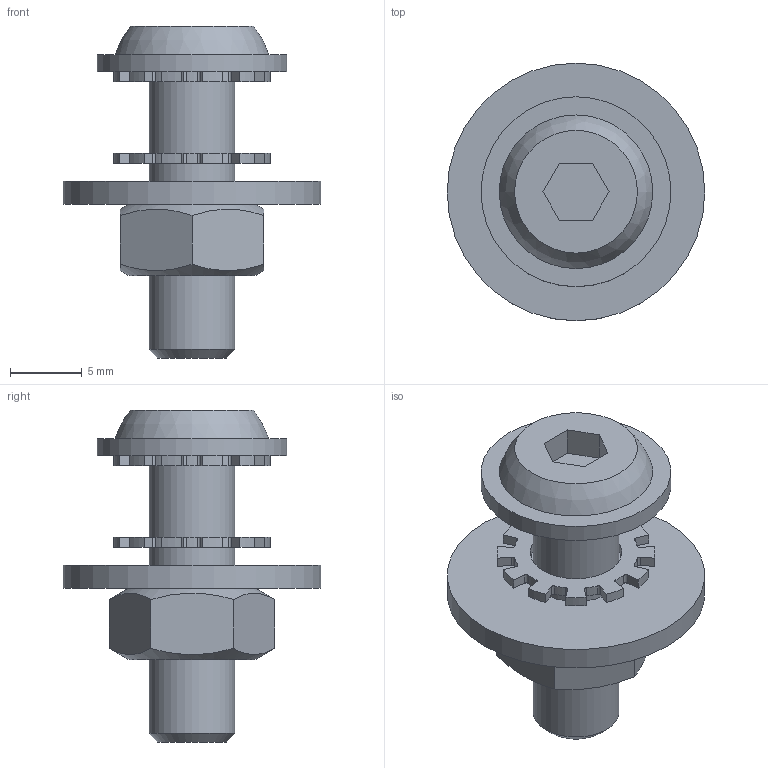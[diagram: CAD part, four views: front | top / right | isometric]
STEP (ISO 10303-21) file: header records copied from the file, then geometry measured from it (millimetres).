
FILE_DESCRIPTION(/* description */ (''),/* implementation_level */ '2;1');
FILE_NAME(/* name */ '19714_KriTec_Erdungssatz_für_Flächenelemente.stp',/* time_stamp */ '2017-04-21T10:54:47+02:00',/* author */ ('Steiner'),/* organization */ (''),/* preprocessor_version */ 'ST-DEVELOPER v16.1',/* originating_system */ 'Autodesk Inventor 2016',/* authorisation */ '');
FILE_SCHEMA (('CONFIG_CONTROL_DESIGN'));
Length unit declared in the file: millimetre
Products named in the file (5): 11743_KriTec_Linsenflaschkopfschraube_M6x20_verzinkt; 10700_KriTec_Faecherscheibe_verzinkt_Form_A_6,4_11_DIN_6798; 10696_KriTec_Unterlegscheibe_Messing_DIN_9021_Ø6,4xØ18x1,6; 10678_KriTec_Sechskantmutter_Messing_DIN_934_M6; 19714_KriTec_Erdungssatz_für_Flächenelemente
Assembly tree (5 placements, depth 2):
  19714_KriTec_Erdungssatz_für_Flächenelemente
    11743_KriTec_Linsenflaschkopfschraube_M6x20_verzinkt
    10700_KriTec_Faecherscheibe_verzinkt_Form_A_6,4_11_DIN_6798  x2
    10696_KriTec_Unterlegscheibe_Messing_DIN_9021_Ø6,4xØ18x1,6
    10678_KriTec_Sechskantmutter_Messing_DIN_934_M6
Bounding box: 18 x 18 x 23.2 mm (x, y, z)
Volume: 1594.2 mm3; surface area: 1966 mm2
Topology: 5 solids, 5 shells, 183 faces, 505 edges, 335 vertices
Faces by surface type: cylinder 103, plane 73, cone 5, sphere 1, torus 1
Full cylindrical faces by diameter (mm): 4.917 x1, 6 x1, 6.4 x3, 13.27 x1, 18 x1
Entity records: 3441 total; most frequent: DIRECTION 612, CARTESIAN_POINT 602, ORIENTED_EDGE 544, EDGE_CURVE 272, AXIS2_PLACEMENT_3D 234, VERTEX_POINT 188, LINE 144, VECTOR 144
